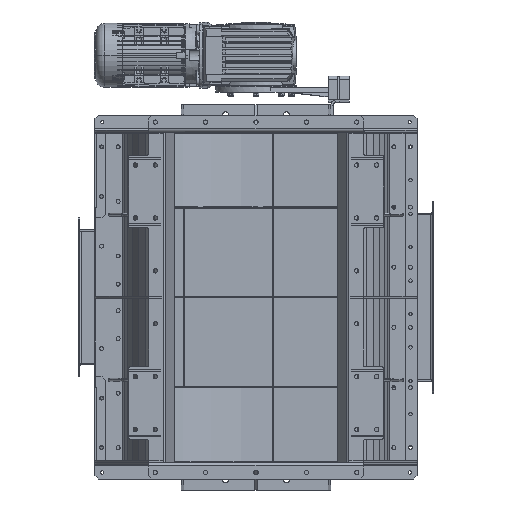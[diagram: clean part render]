
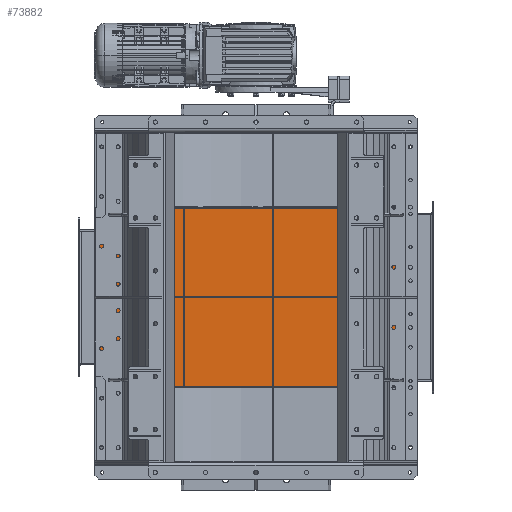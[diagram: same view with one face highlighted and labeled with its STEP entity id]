
A CAD part, front view. The second image highlights one B-rep face of the part: STEP entity #73882.
In plain terms, the highlighted planar face has unit normal (0, -1, 0).
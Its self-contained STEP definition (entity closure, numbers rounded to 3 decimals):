
#667 = ORIENTED_EDGE ( 'NONE', *, *, #91565, .T. ) ;
#1219 = AXIS2_PLACEMENT_3D ( 'NONE', #14759, #47064, #55045 ) ;
#1326 = CARTESIAN_POINT ( 'NONE',  ( -50.556, 488., -954.597 ) ) ;
#1523 = VECTOR ( 'NONE', #81768, 1000. ) ;
#12394 = EDGE_LOOP ( 'NONE', ( #16244, #37236 ) ) ;
#13657 = VECTOR ( 'NONE', #36886, 1000. ) ;
#14685 = EDGE_CURVE ( 'NONE', #59285, #79331, #112466, .T. ) ;
#14759 = CARTESIAN_POINT ( 'NONE',  ( -151.667, 488., -954.597 ) ) ;
#16236 = ORIENTED_EDGE ( 'NONE', *, *, #14685, .T. ) ;
#16244 = ORIENTED_EDGE ( 'NONE', *, *, #30365, .T. ) ;
#18017 = DIRECTION ( 'NONE',  ( 0., 1., 0. ) ) ;
#19465 = EDGE_CURVE ( 'NONE', #43161, #98020, #60091, .T. ) ;
#20128 = PLANE ( 'NONE',  #113292 ) ;
#20946 = AXIS2_PLACEMENT_3D ( 'NONE', #33747, #74702, #33097 ) ;
#25943 = CARTESIAN_POINT ( 'NONE',  ( -50.556, 488., -948.597 ) ) ;
#27720 = CIRCLE ( 'NONE', #105713, 6. ) ;
#28287 = CARTESIAN_POINT ( 'NONE',  ( 151.667, 488., -960.597 ) ) ;
#30365 = EDGE_CURVE ( 'NONE', #107485, #40337, #91417, .T. ) ;
#31991 = EDGE_LOOP ( 'NONE', ( #64697, #46312, #122135, #667 ) ) ;
#32645 = DIRECTION ( 'NONE',  ( 0., 0., 1. ) ) ;
#33097 = DIRECTION ( 'NONE',  ( 0., 0., 1. ) ) ;
#33747 = CARTESIAN_POINT ( 'NONE',  ( 50.556, 488., -954.597 ) ) ;
#33835 = EDGE_CURVE ( 'NONE', #40337, #107485, #83439, .T. ) ;
#36171 = EDGE_CURVE ( 'NONE', #45088, #115517, #54376, .T. ) ;
#36886 = DIRECTION ( 'NONE',  ( 0., 0., 1. ) ) ;
#37236 = ORIENTED_EDGE ( 'NONE', *, *, #33835, .T. ) ;
#37819 = DIRECTION ( 'NONE',  ( 0., 0., 1. ) ) ;
#37987 = FACE_BOUND ( 'NONE', #70365, .T. ) ;
#38369 = AXIS2_PLACEMENT_3D ( 'NONE', #1326, #93751, #92432 ) ;
#39923 = FACE_BOUND ( 'NONE', #105606, .T. ) ;
#40337 = VERTEX_POINT ( 'NONE', #65597 ) ;
#41808 = CARTESIAN_POINT ( 'NONE',  ( 50.556, 488., -948.597 ) ) ;
#42946 = DIRECTION ( 'NONE',  ( 1., 0., 0. ) ) ;
#43161 = VERTEX_POINT ( 'NONE', #95624 ) ;
#43431 = ORIENTED_EDGE ( 'NONE', *, *, #88117, .T. ) ;
#43998 = DIRECTION ( 'NONE',  ( 0., 0., 1. ) ) ;
#44082 = LINE ( 'NONE', #72504, #1523 ) ;
#45088 = VERTEX_POINT ( 'NONE', #81526 ) ;
#46312 = ORIENTED_EDGE ( 'NONE', *, *, #51015, .T. ) ;
#47064 = DIRECTION ( 'NONE',  ( 0., 1., 0. ) ) ;
#47139 = AXIS2_PLACEMENT_3D ( 'NONE', #57596, #78706, #109700 ) ;
#50445 = FACE_OUTER_BOUND ( 'NONE', #31991, .T. ) ;
#51015 = EDGE_CURVE ( 'NONE', #118137, #98020, #87060, .T. ) ;
#52775 = DIRECTION ( 'NONE',  ( 1., 0., 0. ) ) ;
#54376 = CIRCLE ( 'NONE', #102891, 6. ) ;
#54711 = CARTESIAN_POINT ( 'NONE',  ( -50.556, 488., -960.597 ) ) ;
#54971 = CARTESIAN_POINT ( 'NONE',  ( -151.667, 488., -948.597 ) ) ;
#55045 = DIRECTION ( 'NONE',  ( 0., 0., 1. ) ) ;
#55425 = VERTEX_POINT ( 'NONE', #95133 ) ;
#56959 = VECTOR ( 'NONE', #52775, 1000. ) ;
#57593 = DIRECTION ( 'NONE',  ( 0., 0., 1. ) ) ;
#57596 = CARTESIAN_POINT ( 'NONE',  ( 50.556, 488., -954.597 ) ) ;
#58906 = CARTESIAN_POINT ( 'NONE',  ( 151.667, 488., -954.597 ) ) ;
#59285 = VERTEX_POINT ( 'NONE', #25943 ) ;
#60091 = LINE ( 'NONE', #92430, #56959 ) ;
#61702 = EDGE_CURVE ( 'NONE', #115517, #45088, #27720, .T. ) ;
#63065 = CIRCLE ( 'NONE', #20946, 6. ) ;
#64477 = CARTESIAN_POINT ( 'NONE',  ( 151.667, 488., -954.597 ) ) ;
#64697 = ORIENTED_EDGE ( 'NONE', *, *, #104534, .T. ) ;
#65597 = CARTESIAN_POINT ( 'NONE',  ( -151.667, 488., -960.597 ) ) ;
#66122 = VERTEX_POINT ( 'NONE', #101584 ) ;
#70181 = EDGE_LOOP ( 'NONE', ( #122820, #81833 ) ) ;
#70365 = EDGE_LOOP ( 'NONE', ( #16236, #79727 ) ) ;
#72504 = CARTESIAN_POINT ( 'NONE',  ( -272., 488., 0. ) ) ;
#73333 = LINE ( 'NONE', #101074, #77898 ) ;
#73882 = ADVANCED_FACE ( 'NONE', ( #130376, #39923, #37987, #90759, #50445 ), #20128, .F. ) ;
#74702 = DIRECTION ( 'NONE',  ( 0., 1., 0. ) ) ;
#77710 = CARTESIAN_POINT ( 'NONE',  ( 272., 488., -4.4 ) ) ;
#77898 = VECTOR ( 'NONE', #42946, 1000. ) ;
#78706 = DIRECTION ( 'NONE',  ( 0., 1., 0. ) ) ;
#79331 = VERTEX_POINT ( 'NONE', #54711 ) ;
#79727 = ORIENTED_EDGE ( 'NONE', *, *, #112208, .T. ) ;
#81526 = CARTESIAN_POINT ( 'NONE',  ( 151.667, 488., -948.597 ) ) ;
#81768 = DIRECTION ( 'NONE',  ( 0., 0., -1. ) ) ;
#81833 = ORIENTED_EDGE ( 'NONE', *, *, #61702, .T. ) ;
#83439 = CIRCLE ( 'NONE', #1219, 6. ) ;
#87060 = LINE ( 'NONE', #127318, #13657 ) ;
#88117 = EDGE_CURVE ( 'NONE', #66122, #99941, #63065, .T. ) ;
#90759 = FACE_BOUND ( 'NONE', #12394, .T. ) ;
#91417 = CIRCLE ( 'NONE', #123087, 6. ) ;
#91447 = CIRCLE ( 'NONE', #47139, 6. ) ;
#91565 = EDGE_CURVE ( 'NONE', #43161, #55425, #44082, .T. ) ;
#92430 = CARTESIAN_POINT ( 'NONE',  ( -272., 488., -4.4 ) ) ;
#92432 = DIRECTION ( 'NONE',  ( 0., 0., 1. ) ) ;
#93751 = DIRECTION ( 'NONE',  ( 0., 1., 0. ) ) ;
#95133 = CARTESIAN_POINT ( 'NONE',  ( -272., 488., -970.197 ) ) ;
#95624 = CARTESIAN_POINT ( 'NONE',  ( -272., 488., -4.4 ) ) ;
#98020 = VERTEX_POINT ( 'NONE', #77710 ) ;
#98510 = CARTESIAN_POINT ( 'NONE',  ( -50.556, 488., -954.597 ) ) ;
#99208 = CARTESIAN_POINT ( 'NONE',  ( -151.667, 488., -954.597 ) ) ;
#99849 = DIRECTION ( 'NONE',  ( 0., 0., 1. ) ) ;
#99941 = VERTEX_POINT ( 'NONE', #41808 ) ;
#101074 = CARTESIAN_POINT ( 'NONE',  ( -272., 488., -970.197 ) ) ;
#101584 = CARTESIAN_POINT ( 'NONE',  ( 50.556, 488., -960.597 ) ) ;
#102891 = AXIS2_PLACEMENT_3D ( 'NONE', #64477, #125876, #43998 ) ;
#104534 = EDGE_CURVE ( 'NONE', #55425, #118137, #73333, .T. ) ;
#105606 = EDGE_LOOP ( 'NONE', ( #106753, #43431 ) ) ;
#105713 = AXIS2_PLACEMENT_3D ( 'NONE', #58906, #18017, #99849 ) ;
#106753 = ORIENTED_EDGE ( 'NONE', *, *, #108785, .T. ) ;
#107485 = VERTEX_POINT ( 'NONE', #54971 ) ;
#107985 = CARTESIAN_POINT ( 'NONE',  ( 0., 488., 0. ) ) ;
#108785 = EDGE_CURVE ( 'NONE', #99941, #66122, #91447, .T. ) ;
#109700 = DIRECTION ( 'NONE',  ( 0., 0., 1. ) ) ;
#112208 = EDGE_CURVE ( 'NONE', #79331, #59285, #119562, .T. ) ;
#112466 = CIRCLE ( 'NONE', #38369, 6. ) ;
#113292 = AXIS2_PLACEMENT_3D ( 'NONE', #107985, #118544, #32645 ) ;
#115517 = VERTEX_POINT ( 'NONE', #28287 ) ;
#118137 = VERTEX_POINT ( 'NONE', #122971 ) ;
#118544 = DIRECTION ( 'NONE',  ( 0., 1., 0. ) ) ;
#119562 = CIRCLE ( 'NONE', #121633, 6. ) ;
#121633 = AXIS2_PLACEMENT_3D ( 'NONE', #98510, #129522, #57593 ) ;
#122135 = ORIENTED_EDGE ( 'NONE', *, *, #19465, .F. ) ;
#122820 = ORIENTED_EDGE ( 'NONE', *, *, #36171, .T. ) ;
#122971 = CARTESIAN_POINT ( 'NONE',  ( 272., 488., -970.197 ) ) ;
#123087 = AXIS2_PLACEMENT_3D ( 'NONE', #99208, #128281, #37819 ) ;
#125876 = DIRECTION ( 'NONE',  ( 0., 1., 0. ) ) ;
#127318 = CARTESIAN_POINT ( 'NONE',  ( 272., 488., 0. ) ) ;
#128281 = DIRECTION ( 'NONE',  ( 0., 1., 0. ) ) ;
#129522 = DIRECTION ( 'NONE',  ( 0., 1., 0. ) ) ;
#130376 = FACE_BOUND ( 'NONE', #70181, .T. ) ;
